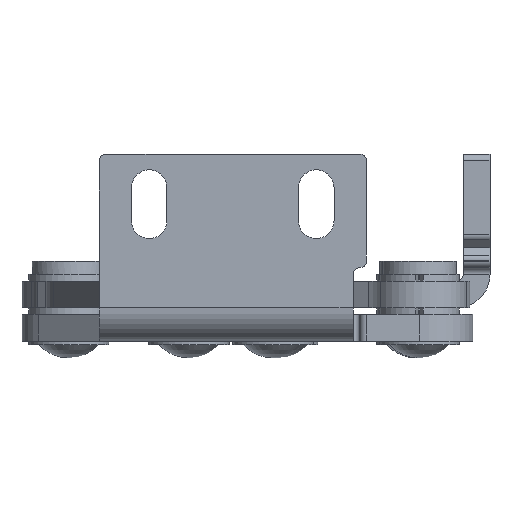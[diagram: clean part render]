
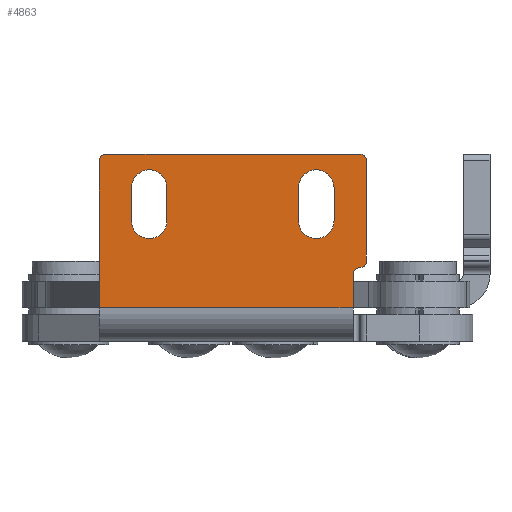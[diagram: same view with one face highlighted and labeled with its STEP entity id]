
A CAD part, front view. The second image highlights one B-rep face of the part: STEP entity #4863.
In plain terms, the highlighted planar face has unit normal (0, -1, 0).
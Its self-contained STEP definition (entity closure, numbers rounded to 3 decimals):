
#268=LINE('',#7301,#606);
#273=LINE('',#7314,#611);
#286=LINE('',#7363,#624);
#287=LINE('',#7368,#625);
#288=LINE('',#7372,#626);
#289=LINE('',#7373,#627);
#290=LINE('',#7378,#628);
#291=LINE('',#7381,#629);
#292=LINE('',#7386,#630);
#606=VECTOR('',#5978,1000.);
#611=VECTOR('',#5987,1000.);
#624=VECTOR('',#6030,1000.);
#625=VECTOR('',#6035,1000.);
#626=VECTOR('',#6038,1000.);
#627=VECTOR('',#6039,1000.);
#628=VECTOR('',#6042,1000.);
#629=VECTOR('',#6045,1000.);
#630=VECTOR('',#6048,1000.);
#1214=ORIENTED_EDGE('',*,*,#2226,.T.);
#1215=ORIENTED_EDGE('',*,*,#2196,.F.);
#1216=ORIENTED_EDGE('',*,*,#2227,.F.);
#1217=ORIENTED_EDGE('',*,*,#2202,.T.);
#1218=ORIENTED_EDGE('',*,*,#2228,.F.);
#1219=ORIENTED_EDGE('',*,*,#2229,.T.);
#1220=ORIENTED_EDGE('',*,*,#2230,.T.);
#1221=ORIENTED_EDGE('',*,*,#2231,.T.);
#1222=ORIENTED_EDGE('',*,*,#2232,.T.);
#1223=ORIENTED_EDGE('',*,*,#2233,.F.);
#1224=ORIENTED_EDGE('',*,*,#2234,.F.);
#1225=ORIENTED_EDGE('',*,*,#2235,.F.);
#1226=ORIENTED_EDGE('',*,*,#2236,.F.);
#1227=ORIENTED_EDGE('',*,*,#2237,.F.);
#1228=ORIENTED_EDGE('',*,*,#2238,.F.);
#1229=ORIENTED_EDGE('',*,*,#2239,.F.);
#1230=ORIENTED_EDGE('',*,*,#2240,.F.);
#2196=EDGE_CURVE('',#2734,#2735,#268,.T.);
#2202=EDGE_CURVE('',#2741,#2740,#273,.T.);
#2226=EDGE_CURVE('',#2761,#2735,#3102,.T.);
#2227=EDGE_CURVE('',#2741,#2734,#286,.T.);
#2228=EDGE_CURVE('',#2762,#2740,#3103,.T.);
#2229=EDGE_CURVE('',#2762,#2763,#3104,.T.);
#2230=EDGE_CURVE('',#2763,#2764,#287,.T.);
#2231=EDGE_CURVE('',#2764,#2765,#3105,.T.);
#2232=EDGE_CURVE('',#2765,#2761,#288,.T.);
#2233=EDGE_CURVE('',#2766,#2767,#289,.T.);
#2234=EDGE_CURVE('',#2768,#2766,#3106,.T.);
#2235=EDGE_CURVE('',#2769,#2768,#290,.T.);
#2236=EDGE_CURVE('',#2767,#2769,#3107,.T.);
#2237=EDGE_CURVE('',#2770,#2771,#291,.T.);
#2238=EDGE_CURVE('',#2772,#2770,#3108,.T.);
#2239=EDGE_CURVE('',#2773,#2772,#292,.T.);
#2240=EDGE_CURVE('',#2771,#2773,#3109,.T.);
#2734=VERTEX_POINT('',#7300);
#2735=VERTEX_POINT('',#7302);
#2740=VERTEX_POINT('',#7313);
#2741=VERTEX_POINT('',#7315);
#2761=VERTEX_POINT('',#7362);
#2762=VERTEX_POINT('',#7365);
#2763=VERTEX_POINT('',#7367);
#2764=VERTEX_POINT('',#7369);
#2765=VERTEX_POINT('',#7371);
#2766=VERTEX_POINT('',#7374);
#2767=VERTEX_POINT('',#7375);
#2768=VERTEX_POINT('',#7377);
#2769=VERTEX_POINT('',#7379);
#2770=VERTEX_POINT('',#7382);
#2771=VERTEX_POINT('',#7383);
#2772=VERTEX_POINT('',#7385);
#2773=VERTEX_POINT('',#7387);
#3102=CIRCLE('',#5234,1.);
#3103=CIRCLE('',#5235,1.);
#3104=CIRCLE('',#5236,1.);
#3105=CIRCLE('',#5237,1.);
#3106=CIRCLE('',#5238,2.65);
#3107=CIRCLE('',#5239,2.65);
#3108=CIRCLE('',#5240,2.65);
#3109=CIRCLE('',#5241,2.65);
#3372=EDGE_LOOP('',(#1214,#1215,#1216,#1217,#1218,#1219,#1220,#1221,#1222));
#3373=EDGE_LOOP('',(#1223,#1224,#1225,#1226));
#3374=EDGE_LOOP('',(#1227,#1228,#1229,#1230));
#3700=FACE_BOUND('',#3372,.T.);
#3701=FACE_BOUND('',#3373,.T.);
#3702=FACE_BOUND('',#3374,.T.);
#3967=PLANE('',#5233);
#4863=ADVANCED_FACE('',(#3700,#3701,#3702),#3967,.T.);
#5233=AXIS2_PLACEMENT_3D('',#7360,#6026,#6027);
#5234=AXIS2_PLACEMENT_3D('',#7361,#6028,#6029);
#5235=AXIS2_PLACEMENT_3D('',#7364,#6031,#6032);
#5236=AXIS2_PLACEMENT_3D('',#7366,#6033,#6034);
#5237=AXIS2_PLACEMENT_3D('',#7370,#6036,#6037);
#5238=AXIS2_PLACEMENT_3D('',#7376,#6040,#6041);
#5239=AXIS2_PLACEMENT_3D('',#7380,#6043,#6044);
#5240=AXIS2_PLACEMENT_3D('',#7384,#6046,#6047);
#5241=AXIS2_PLACEMENT_3D('',#7388,#6049,#6050);
#5978=DIRECTION('',(0.,0.,1.));
#5987=DIRECTION('',(0.,0.,1.));
#6026=DIRECTION('',(0.,-1.,0.));
#6027=DIRECTION('',(0.,0.,-1.));
#6028=DIRECTION('',(0.,-1.,0.));
#6029=DIRECTION('',(1.,0.,0.));
#6030=DIRECTION('',(-1.,0.,0.));
#6031=DIRECTION('',(0.,-1.,0.));
#6032=DIRECTION('',(1.,0.,0.));
#6033=DIRECTION('',(0.,-1.,0.));
#6034=DIRECTION('',(1.,0.,0.));
#6035=DIRECTION('',(0.,0.,1.));
#6036=DIRECTION('',(0.,-1.,0.));
#6037=DIRECTION('',(1.,0.,0.));
#6038=DIRECTION('',(-1.,0.,0.));
#6039=DIRECTION('',(0.,0.,-1.));
#6040=DIRECTION('',(0.,-1.,0.));
#6041=DIRECTION('',(1.,0.,0.));
#6042=DIRECTION('',(0.,0.,1.));
#6043=DIRECTION('',(0.,-1.,0.));
#6044=DIRECTION('',(1.,0.,0.));
#6045=DIRECTION('',(0.,0.,-1.));
#6046=DIRECTION('',(0.,-1.,0.));
#6047=DIRECTION('',(1.,0.,0.));
#6048=DIRECTION('',(0.,0.,1.));
#6049=DIRECTION('',(0.,-1.,0.));
#6050=DIRECTION('',(1.,0.,0.));
#7300=CARTESIAN_POINT('',(-58.5,-33.5,1.));
#7301=CARTESIAN_POINT('',(-58.5,-33.5,-4.));
#7302=CARTESIAN_POINT('',(-58.5,-33.5,23.));
#7313=CARTESIAN_POINT('',(-20.5,-33.5,6.));
#7314=CARTESIAN_POINT('',(-20.5,-33.5,-4.));
#7315=CARTESIAN_POINT('',(-20.5,-33.5,1.));
#7360=CARTESIAN_POINT('',(-58.5,-33.5,-4.));
#7361=CARTESIAN_POINT('',(-57.5,-33.5,23.));
#7362=CARTESIAN_POINT('',(-57.5,-33.5,24.));
#7363=CARTESIAN_POINT('',(-20.5,-33.5,1.));
#7364=CARTESIAN_POINT('',(-19.5,-33.5,6.));
#7365=CARTESIAN_POINT('',(-19.5,-33.5,7.));
#7366=CARTESIAN_POINT('',(-19.5,-33.5,8.));
#7367=CARTESIAN_POINT('',(-18.5,-33.5,8.));
#7368=CARTESIAN_POINT('',(-18.5,-33.5,8.));
#7369=CARTESIAN_POINT('',(-18.5,-33.5,23.));
#7370=CARTESIAN_POINT('',(-19.5,-33.5,23.));
#7371=CARTESIAN_POINT('',(-19.5,-33.5,24.));
#7372=CARTESIAN_POINT('',(-19.5,-33.5,24.));
#7373=CARTESIAN_POINT('',(-53.65,-33.5,19.));
#7374=CARTESIAN_POINT('',(-53.65,-33.5,19.));
#7375=CARTESIAN_POINT('',(-53.65,-33.5,14.));
#7376=CARTESIAN_POINT('',(-51.,-33.5,19.));
#7377=CARTESIAN_POINT('',(-48.35,-33.5,19.));
#7378=CARTESIAN_POINT('',(-48.35,-33.5,14.));
#7379=CARTESIAN_POINT('',(-48.35,-33.5,14.));
#7380=CARTESIAN_POINT('',(-51.,-33.5,14.));
#7381=CARTESIAN_POINT('',(-28.65,-33.5,19.));
#7382=CARTESIAN_POINT('',(-28.65,-33.5,19.));
#7383=CARTESIAN_POINT('',(-28.65,-33.5,14.));
#7384=CARTESIAN_POINT('',(-26.,-33.5,19.));
#7385=CARTESIAN_POINT('',(-23.35,-33.5,19.));
#7386=CARTESIAN_POINT('',(-23.35,-33.5,14.));
#7387=CARTESIAN_POINT('',(-23.35,-33.5,14.));
#7388=CARTESIAN_POINT('',(-26.,-33.5,14.));
